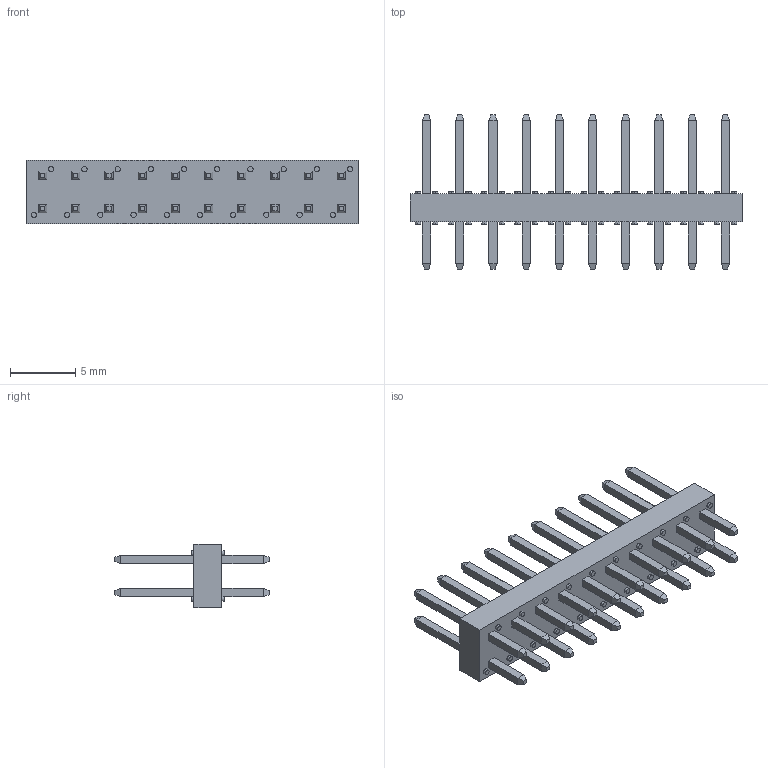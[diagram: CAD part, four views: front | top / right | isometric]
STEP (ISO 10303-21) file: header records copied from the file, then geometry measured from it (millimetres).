
FILE_DESCRIPTION (( 'STEP AP214' ), '1' );
FILE_NAME ('7731310220LF.STEP', '2021-12-29T21:03:40', ( '' ), ( '' ), 'SwSTEP 2.0', 'SolidWorks 2020', '' );
FILE_SCHEMA (( 'AUTOMOTIVE_DESIGN' ));
Length unit declared in the file: millimetre
Products named in the file (1): 7731310220LF
Bounding box: 25.4 x 11.8 x 4.83 mm (x, y, z)
Volume: 339.8 mm3; surface area: 1094.4 mm2
Topology: 41 solids, 41 shells, 606 faces, 1292 edges, 808 vertices
Faces by surface type: plane 526, cylinder 80
Entity records: 18370 total; most frequent: CARTESIAN_POINT 2707, DIRECTION 2666, ORIENTED_EDGE 2584, EDGE_CURVE 1292, VECTOR 1132, LINE 1132, VERTEX_POINT 808, AXIS2_PLACEMENT_3D 767
